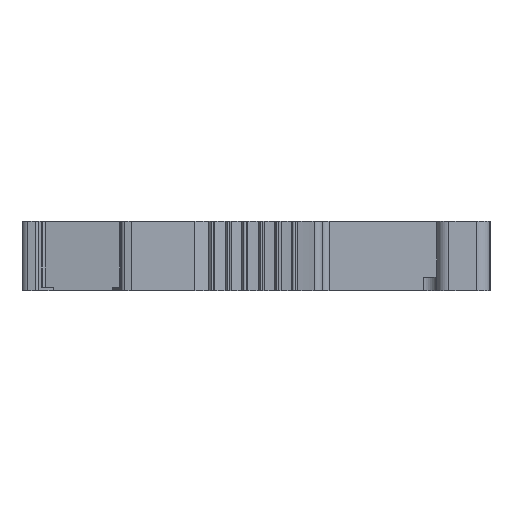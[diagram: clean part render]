
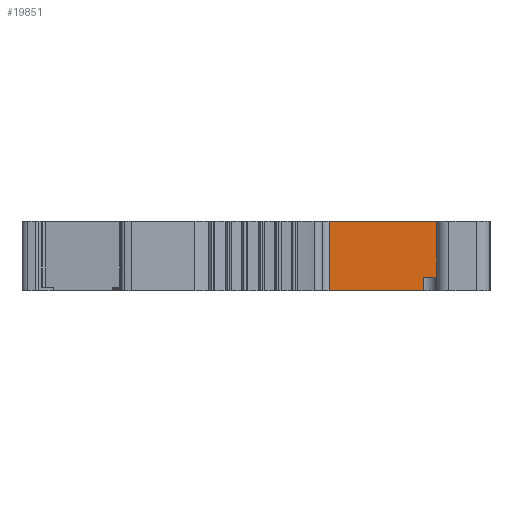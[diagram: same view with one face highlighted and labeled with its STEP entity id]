
A CAD part, left-side view. The second image highlights one B-rep face of the part: STEP entity #19851.
In plain terms, the highlighted planar face has unit normal (-1, 0, 0).
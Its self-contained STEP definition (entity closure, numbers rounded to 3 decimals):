
#7099=DIRECTION('',(0.,-1.,0.));
#7100=VECTOR('',#7099,3.1);
#7101=CARTESIAN_POINT('',(-27.1,-1.,-1.6));
#7102=LINE('',#7101,#7100);
#7128=DIRECTION('',(0.,1.,0.));
#7129=VECTOR('',#7128,7.1);
#7130=CARTESIAN_POINT('',(-27.1,-1.,-2.6));
#7131=LINE('',#7130,#7129);
#7132=DIRECTION('',(0.,0.,1.));
#7133=VECTOR('',#7132,5.2);
#7134=CARTESIAN_POINT('',(-27.1,6.1,-2.6));
#7135=LINE('',#7134,#7133);
#7136=DIRECTION('',(0.,-1.,0.));
#7137=VECTOR('',#7136,10.2);
#7138=CARTESIAN_POINT('',(-27.1,6.1,2.6));
#7139=LINE('',#7138,#7137);
#7140=DIRECTION('',(0.,0.,1.));
#7141=VECTOR('',#7140,1.);
#7142=CARTESIAN_POINT('',(-27.1,-1.,-2.6));
#7143=LINE('',#7142,#7141);
#7417=DIRECTION('',(0.,0.,1.));
#7418=VECTOR('',#7417,4.2);
#7419=CARTESIAN_POINT('',(-27.1,-4.1,-1.6));
#7420=LINE('',#7419,#7418);
#8726=CARTESIAN_POINT('',(-27.1,-4.1,2.6));
#8727=VERTEX_POINT('',#8726);
#8728=CARTESIAN_POINT('',(-27.1,6.1,2.6));
#8729=VERTEX_POINT('',#8728);
#8988=CARTESIAN_POINT('',(-27.1,6.1,-2.6));
#8989=VERTEX_POINT('',#8988);
#8990=CARTESIAN_POINT('',(-27.1,-1.,-2.6));
#8991=VERTEX_POINT('',#8990);
#9196=CARTESIAN_POINT('',(-27.1,-1.,-1.6));
#9197=CARTESIAN_POINT('',(-27.1,-4.1,-1.6));
#9198=VERTEX_POINT('',#9196);
#9199=VERTEX_POINT('',#9197);
#19835=CARTESIAN_POINT('',(-27.1,1.,0.));
#19836=DIRECTION('',(1.,0.,0.));
#19837=DIRECTION('',(0.,-1.,0.));
#19838=AXIS2_PLACEMENT_3D('',#19835,#19836,#19837);
#19839=PLANE('',#19838);
#19840=ORIENTED_EDGE('',*,*,#19816,.F.);
#19842=ORIENTED_EDGE('',*,*,#19841,.F.);
#19843=ORIENTED_EDGE('',*,*,#14439,.T.);
#19845=ORIENTED_EDGE('',*,*,#19844,.T.);
#19846=ORIENTED_EDGE('',*,*,#13298,.T.);
#19848=ORIENTED_EDGE('',*,*,#19847,.F.);
#19849=EDGE_LOOP('',(#19840,#19842,#19843,#19845,#19846,#19848));
#19850=FACE_OUTER_BOUND('',#19849,.F.);
#19851=ADVANCED_FACE('',(#19850),#19839,.F.);
#13298=EDGE_CURVE('',#8729,#8727,#7139,.T.);
#14439=EDGE_CURVE('',#8991,#8989,#7131,.T.);
#19816=EDGE_CURVE('',#9198,#9199,#7102,.T.);
#19841=EDGE_CURVE('',#8991,#9198,#7143,.T.);
#19844=EDGE_CURVE('',#8989,#8729,#7135,.T.);
#19847=EDGE_CURVE('',#9199,#8727,#7420,.T.);
